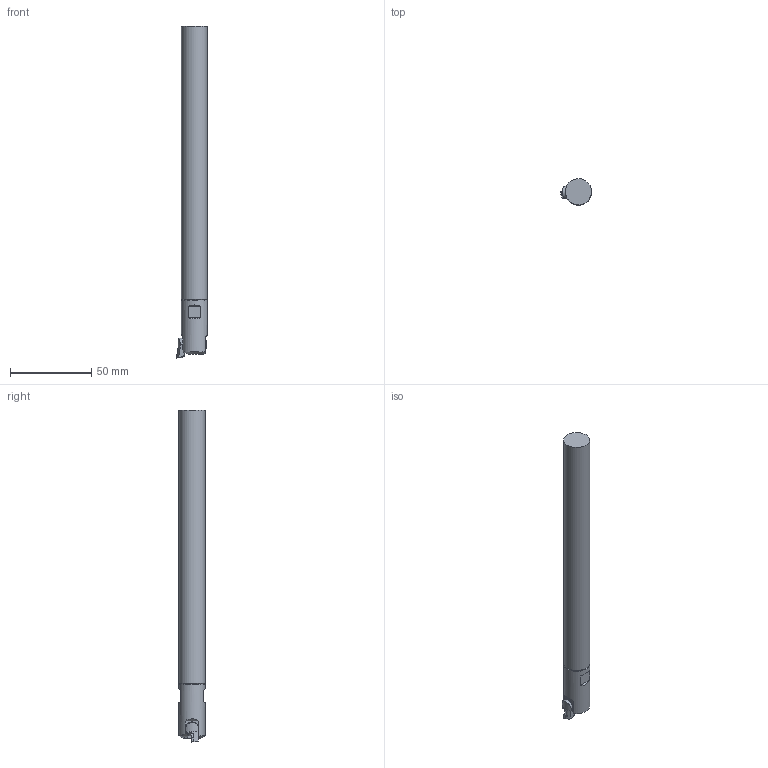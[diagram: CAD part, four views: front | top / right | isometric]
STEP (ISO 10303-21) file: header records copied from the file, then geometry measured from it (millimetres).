
FILE_DESCRIPTION((''),'1');
FILE_NAME('ST16W-EW18-160.stp','2023-12-13T05:50:20',(''),(''),'Spatial Interop R21 SP3','Kubotek KeyCreator 2011 V10.0.2 (22737)',' ');
FILE_SCHEMA(('automotive_design'));
Length unit declared in the file: millimetre
Products named in the file (4): 240[2]; 241[3]
Bounding box: 19 x 16 x 203.8 mm (x, y, z)
Volume: 40262.2 mm3; surface area: 11270.5 mm2
Topology: 4 solids, 4 shells, 70 faces, 170 edges, 113 vertices
Faces by surface type: plane 46, cylinder 15, cone 8, bspline 1
Full cylindrical faces by diameter (mm): 2.4 x2, 7.9 x1, 8 x3, 16 x2
Entity records: 3885 total; most frequent: CARTESIAN_POINT 580, DIRECTION 333, ORIENTED_EDGE 310, PRESENTATION_STYLE_ASSIGNMENT 303, COLOUR_RGB 303, STYLED_ITEM 229, CURVE_STYLE 229, DRAUGHTING_PRE_DEFINED_CURVE_FONT 229
